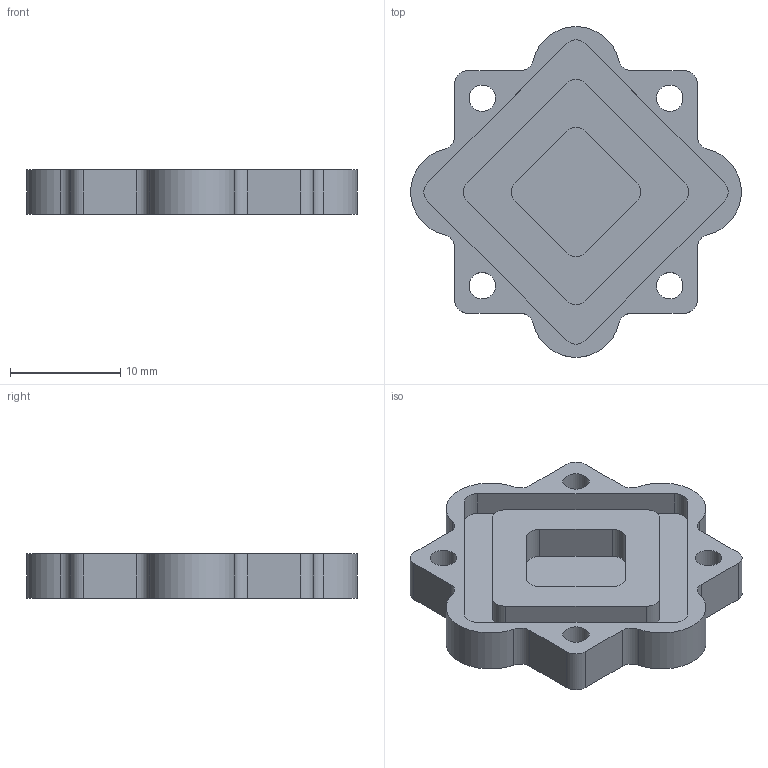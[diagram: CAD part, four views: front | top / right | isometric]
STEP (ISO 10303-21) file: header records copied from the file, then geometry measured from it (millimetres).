
FILE_DESCRIPTION(('FreeCAD Model'),'2;1');
FILE_NAME('Open CASCADE Shape Model','2023-02-11T15:15:55',(''),(''), 'Open CASCADE STEP processor 7.6','FreeCAD','Unknown');
FILE_SCHEMA(('AUTOMOTIVE_DESIGN { 1 0 10303 214 1 1 1 1 }'));
Length unit declared in the file: millimetre
Products named in the file (1): Fusion
Bounding box: 30 x 30 x 4 mm (x, y, z)
Volume: 1632.2 mm3; surface area: 2062.8 mm2
Topology: 1 solids, 1 shells, 60 faces, 180 edges, 128 vertices
Faces by surface type: cylinder 32, plane 28
Full cylindrical faces by diameter (mm): 2.4 x4
Entity records: 4470 total; most frequent: DIRECTION 738, CARTESIAN_POINT 729, LINE 376, VECTOR 376, ORIENTED_EDGE 360, PCURVE 360, DEFINITIONAL_REPRESENTATION 360, EDGE_CURVE 180
